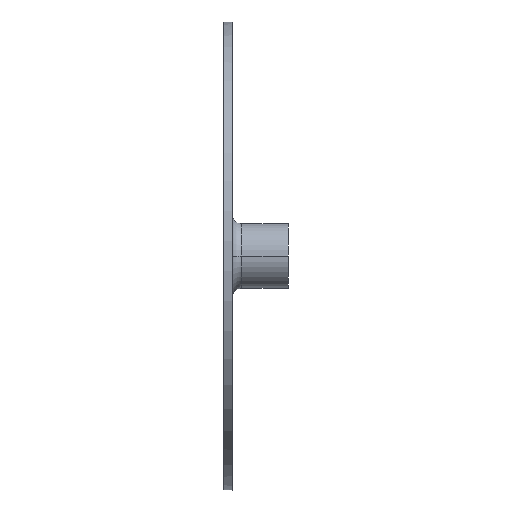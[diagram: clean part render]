
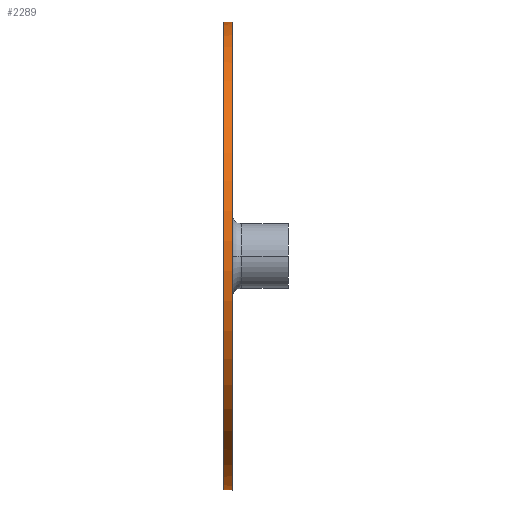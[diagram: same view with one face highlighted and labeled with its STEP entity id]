
A CAD part, front view. The second image highlights one B-rep face of the part: STEP entity #2289.
In plain terms, the highlighted cylindrical face has radius 72.595 mm (diameter 145.19 mm), a partial arc.
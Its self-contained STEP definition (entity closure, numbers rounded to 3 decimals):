
#296=CARTESIAN_POINT('Vertex',(0.,0.,-72.595)) ;
#300=CARTESIAN_POINT('Control Point',(0.,0.,72.595)) ;
#301=CARTESIAN_POINT('Control Point',(0.,-5.243,72.595)) ;
#302=CARTESIAN_POINT('Control Point',(0.,-10.486,72.122)) ;
#303=CARTESIAN_POINT('Control Point',(0.,-15.672,71.175)) ;
#304=CARTESIAN_POINT('Control Point',(0.,-27.205,67.97)) ;
#305=CARTESIAN_POINT('Control Point',(0.,-37.873,62.475)) ;
#306=CARTESIAN_POINT('Control Point',(0.,-43.468,58.72)) ;
#307=CARTESIAN_POINT('Control Point',(0.,-53.694,49.991)) ;
#308=CARTESIAN_POINT('Control Point',(0.,-61.672,39.168)) ;
#309=CARTESIAN_POINT('Control Point',(0.,-65.018,33.32)) ;
#310=CARTESIAN_POINT('Control Point',(0.,-70.306,20.958)) ;
#311=CARTESIAN_POINT('Control Point',(0.,-72.649,7.719)) ;
#312=CARTESIAN_POINT('Control Point',(0.,-73.052,0.993)) ;
#313=CARTESIAN_POINT('Control Point',(0.,-72.302,-12.431)) ;
#314=CARTESIAN_POINT('Control Point',(0.,-68.525,-25.335)) ;
#315=CARTESIAN_POINT('Control Point',(0.,-65.899,-31.541)) ;
#316=CARTESIAN_POINT('Control Point',(0.,-59.268,-43.237)) ;
#317=CARTESIAN_POINT('Control Point',(0.,-50.155,-53.122)) ;
#318=CARTESIAN_POINT('Control Point',(0.,-45.048,-57.517)) ;
#319=CARTESIAN_POINT('Control Point',(0.,-33.914,-65.054)) ;
#320=CARTESIAN_POINT('Control Point',(0.,-21.36,-69.866)) ;
#321=CARTESIAN_POINT('Control Point',(0.,-14.832,-71.537)) ;
#322=CARTESIAN_POINT('Control Point',(0.,-7.873,-72.483)) ;
#323=CARTESIAN_POINT('Control Point',(0.,-0.896,-72.59)) ;
#324=CARTESIAN_POINT('Control Point',(0.,-0.597,-72.593)) ;
#325=CARTESIAN_POINT('Control Point',(0.,-0.299,-72.595)) ;
#326=CARTESIAN_POINT('Control Point',(0.,0.,-72.595)) ;
#327=CARTESIAN_POINT('Vertex',(0.,0.,72.595)) ;
#1829=CARTESIAN_POINT('Vertex',(2.6,0.,72.595)) ;
#1833=CARTESIAN_POINT('Control Point',(2.6,0.,-72.595)) ;
#1834=CARTESIAN_POINT('Control Point',(2.6,-5.243,-72.595)) ;
#1835=CARTESIAN_POINT('Control Point',(2.6,-10.486,-72.122)) ;
#1836=CARTESIAN_POINT('Control Point',(2.6,-15.672,-71.175)) ;
#1837=CARTESIAN_POINT('Control Point',(2.6,-27.205,-67.97)) ;
#1838=CARTESIAN_POINT('Control Point',(2.6,-37.873,-62.475)) ;
#1839=CARTESIAN_POINT('Control Point',(2.6,-43.468,-58.72)) ;
#1840=CARTESIAN_POINT('Control Point',(2.6,-53.694,-49.991)) ;
#1841=CARTESIAN_POINT('Control Point',(2.6,-61.672,-39.168)) ;
#1842=CARTESIAN_POINT('Control Point',(2.6,-65.018,-33.32)) ;
#1843=CARTESIAN_POINT('Control Point',(2.6,-70.306,-20.958)) ;
#1844=CARTESIAN_POINT('Control Point',(2.6,-72.649,-7.719)) ;
#1845=CARTESIAN_POINT('Control Point',(2.6,-73.052,-0.993)) ;
#1846=CARTESIAN_POINT('Control Point',(2.6,-72.302,12.431)) ;
#1847=CARTESIAN_POINT('Control Point',(2.6,-68.525,25.335)) ;
#1848=CARTESIAN_POINT('Control Point',(2.6,-65.899,31.541)) ;
#1849=CARTESIAN_POINT('Control Point',(2.6,-59.268,43.237)) ;
#1850=CARTESIAN_POINT('Control Point',(2.6,-50.155,53.122)) ;
#1851=CARTESIAN_POINT('Control Point',(2.6,-45.048,57.517)) ;
#1852=CARTESIAN_POINT('Control Point',(2.6,-33.914,65.054)) ;
#1853=CARTESIAN_POINT('Control Point',(2.6,-21.36,69.866)) ;
#1854=CARTESIAN_POINT('Control Point',(2.6,-14.832,71.537)) ;
#1855=CARTESIAN_POINT('Control Point',(2.6,-7.873,72.483)) ;
#1856=CARTESIAN_POINT('Control Point',(2.6,-0.896,72.59)) ;
#1857=CARTESIAN_POINT('Control Point',(2.6,-0.597,72.593)) ;
#1858=CARTESIAN_POINT('Control Point',(2.6,-0.299,72.595)) ;
#1859=CARTESIAN_POINT('Control Point',(2.6,0.,72.595)) ;
#1860=CARTESIAN_POINT('Vertex',(2.6,0.,-72.595)) ;
#2261=CARTESIAN_POINT('Line Origine',(73.8,0.,72.595)) ;
#2273=CARTESIAN_POINT('Axis2P3D Location',(73.8,0.,0.)) ;
#2278=CARTESIAN_POINT('Line Origine',(73.8,0.,-72.595)) ;
#2262=DIRECTION('Vector Direction',(1.,0.,0.)) ;
#2274=DIRECTION('Axis2P3D Direction',(1.,0.,-0.)) ;
#2275=DIRECTION('Axis2P3D XDirection',(0.,0.,1.)) ;
#2279=DIRECTION('Vector Direction',(1.,0.,0.)) ;
#2276=AXIS2_PLACEMENT_3D('Cylinder Axis2P3D',#2273,#2274,#2275) ;
#2284=ORIENTED_EDGE('',*,*,#2265,.T.) ;
#2285=ORIENTED_EDGE('',*,*,#329,.T.) ;
#2286=ORIENTED_EDGE('',*,*,#2282,.T.) ;
#2287=ORIENTED_EDGE('',*,*,#1862,.T.) ;
#2263=VECTOR('Line Direction',#2262,1.) ;
#2280=VECTOR('Line Direction',#2279,1.) ;
#2289=ADVANCED_FACE('_HPC - PCS6-76 (S)',(#2288),#2277,.T.) ;
#299=B_SPLINE_CURVE_WITH_KNOTS('',5,(#300,#301,#302,#303,#304,#305,#306,#307,#308,#309,#310,#311,#312,#313,#314,#315,#316,#317,#318,#319,#320,#321,#322,#323,#324,#325,#326),.UNSPECIFIED.,.F.,.U.,(6,3,3,3,3,3,3,3,6),(151.821,188.895,236.119,283.342,330.566,377.79,425.014,472.237,474.35),.UNSPECIFIED.) ;
#1832=B_SPLINE_CURVE_WITH_KNOTS('',5,(#1833,#1834,#1835,#1836,#1837,#1838,#1839,#1840,#1841,#1842,#1843,#1844,#1845,#1846,#1847,#1848,#1849,#1850,#1851,#1852,#1853,#1854,#1855,#1856,#1857,#1858,#1859),.UNSPECIFIED.,.F.,.U.,(6,3,3,3,3,3,3,3,6),(151.821,188.895,236.119,283.342,330.566,377.79,425.014,472.237,474.35),.UNSPECIFIED.) ;
#2277=CYLINDRICAL_SURFACE('generated cylinder',#2276,72.595) ;
#329=EDGE_CURVE('',#328,#297,#299,.T.) ;
#1862=EDGE_CURVE('',#1861,#1830,#1832,.T.) ;
#2265=EDGE_CURVE('',#1830,#328,#2264,.F.) ;
#2282=EDGE_CURVE('',#297,#1861,#2281,.T.) ;
#2283=EDGE_LOOP('',(#2284,#2285,#2286,#2287)) ;
#2288=FACE_OUTER_BOUND('',#2283,.T.) ;
#2264=LINE('Line',#2261,#2263) ;
#2281=LINE('Line',#2278,#2280) ;
#297=VERTEX_POINT('',#296) ;
#328=VERTEX_POINT('',#327) ;
#1830=VERTEX_POINT('',#1829) ;
#1861=VERTEX_POINT('',#1860) ;
